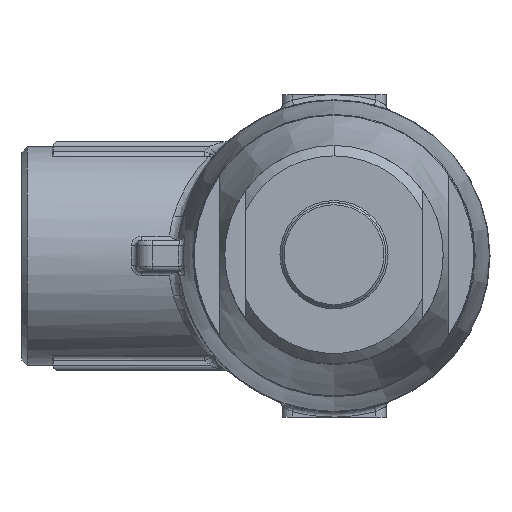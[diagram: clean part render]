
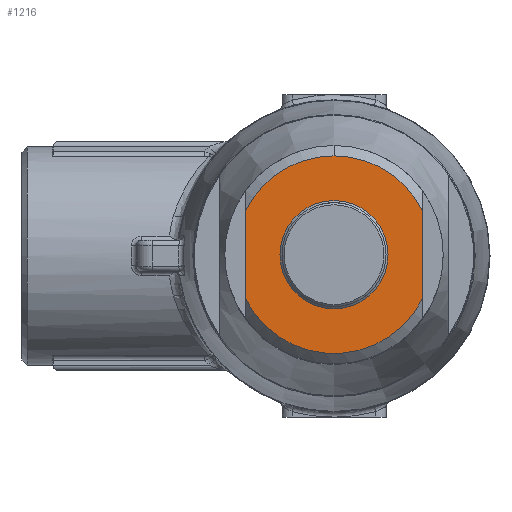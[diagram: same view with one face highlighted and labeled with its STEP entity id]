
A CAD part, top view. The second image highlights one B-rep face of the part: STEP entity #1216.
In plain terms, the highlighted planar face has unit normal (0, 0, 1).
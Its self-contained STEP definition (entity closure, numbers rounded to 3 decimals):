
#326=CARTESIAN_POINT('',(0.,5.2,74.5));
#327=VERTEX_POINT('',#326);
#353=CARTESIAN_POINT('',(0.,-5.2,74.5));
#354=VERTEX_POINT('',#353);
#355=CARTESIAN_POINT('',(0.,0.,74.5));
#356=DIRECTION('',(0.,-0.,-1.));
#357=DIRECTION('',(0.,1.,-0.));
#358=AXIS2_PLACEMENT_3D('',#355,#356,#357);
#359=CIRCLE('',#358,5.2);
#360=EDGE_CURVE('NONE',#354,#327,#359,.T.);
#362=CARTESIAN_POINT('',(0.,0.,74.5));
#363=DIRECTION('',(0.,-0.,-1.));
#364=DIRECTION('',(0.,1.,-0.));
#365=AXIS2_PLACEMENT_3D('',#362,#363,#364);
#366=CIRCLE('',#365,5.2);
#367=EDGE_CURVE('NONE',#327,#354,#366,.T.);
#1043=CARTESIAN_POINT('',(0.,9.5,74.5));
#1044=VERTEX_POINT('',#1043);
#1051=CARTESIAN_POINT('',(8.5,4.243,74.5));
#1052=VERTEX_POINT('',#1051);
#1053=CARTESIAN_POINT('',(0.,0.,74.5));
#1054=DIRECTION('',(-0.,0.,1.));
#1055=DIRECTION('',(0.,1.,-0.));
#1056=AXIS2_PLACEMENT_3D('',#1053,#1054,#1055);
#1057=CIRCLE('',#1056,9.5);
#1058=EDGE_CURVE('NONE',#1052,#1044,#1057,.T.);
#1172=CARTESIAN_POINT('',(10.5,0.,74.5));
#1173=DIRECTION('',(0.,0.,1.));
#1174=DIRECTION('',(0.,-1.,0.));
#1175=AXIS2_PLACEMENT_3D('',#1172,#1173,#1174);
#1176=PLANE('',#1175);
#1177=ORIENTED_EDGE('',*,*,#367,.T.);
#1178=ORIENTED_EDGE('',*,*,#360,.T.);
#1179=EDGE_LOOP('',(#1177,#1178));
#1180=FACE_BOUND('',#1179,.T.);
#1181=CARTESIAN_POINT('',(-8.5,-4.243,74.5));
#1182=VERTEX_POINT('',#1181);
#1183=CARTESIAN_POINT('',(8.5,-4.243,74.5));
#1184=VERTEX_POINT('',#1183);
#1185=CARTESIAN_POINT('',(0.,0.,74.5));
#1186=DIRECTION('',(-0.,0.,1.));
#1187=DIRECTION('',(0.,1.,-0.));
#1188=AXIS2_PLACEMENT_3D('',#1185,#1186,#1187);
#1189=CIRCLE('',#1188,9.5);
#1190=EDGE_CURVE('NONE',#1182,#1184,#1189,.T.);
#1191=ORIENTED_EDGE('',*,*,#1190,.T.);
#1192=CARTESIAN_POINT('',(8.5,-4.243,74.5));
#1193=DIRECTION('',(-0.,1.,-0.));
#1194=VECTOR('',#1193,8.485);
#1195=LINE('',#1192,#1194);
#1196=EDGE_CURVE('NONE',#1184,#1052,#1195,.T.);
#1197=ORIENTED_EDGE('',*,*,#1196,.T.);
#1198=ORIENTED_EDGE('',*,*,#1058,.T.);
#1199=CARTESIAN_POINT('',(-8.5,4.243,74.5));
#1200=VERTEX_POINT('',#1199);
#1201=CARTESIAN_POINT('',(0.,0.,74.5));
#1202=DIRECTION('',(-0.,0.,1.));
#1203=DIRECTION('',(0.,1.,-0.));
#1204=AXIS2_PLACEMENT_3D('',#1201,#1202,#1203);
#1205=CIRCLE('',#1204,9.5);
#1206=EDGE_CURVE('NONE',#1044,#1200,#1205,.T.);
#1207=ORIENTED_EDGE('',*,*,#1206,.T.);
#1208=CARTESIAN_POINT('',(-8.5,4.243,74.5));
#1209=DIRECTION('',(0.,-1.,0.));
#1210=VECTOR('',#1209,8.485);
#1211=LINE('',#1208,#1210);
#1212=EDGE_CURVE('NONE',#1200,#1182,#1211,.T.);
#1213=ORIENTED_EDGE('',*,*,#1212,.T.);
#1214=EDGE_LOOP('',(#1191,#1197,#1198,#1207,#1213));
#1215=FACE_BOUND('',#1214,.T.);
#1216=ADVANCED_FACE('NONE',(#1180,#1215),#1176,.T.);
